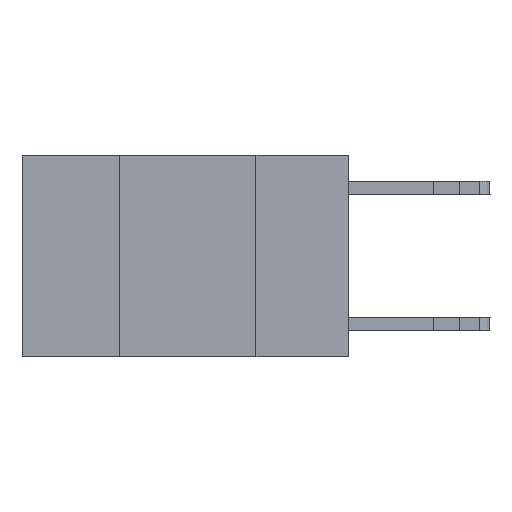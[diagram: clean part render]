
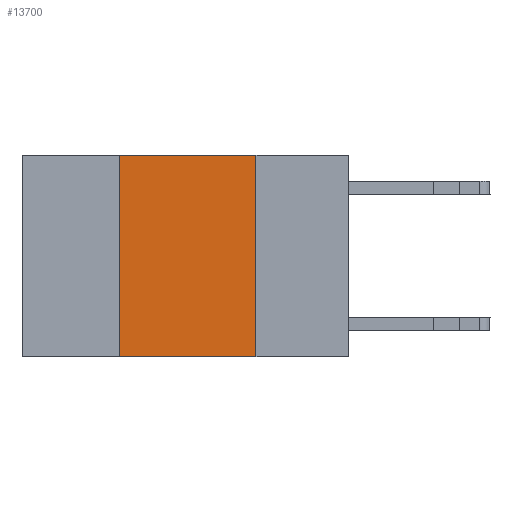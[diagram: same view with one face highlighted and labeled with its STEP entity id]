
A CAD part, left-side view. The second image highlights one B-rep face of the part: STEP entity #13700.
In plain terms, the highlighted planar face has unit normal (-1, 0, 0).
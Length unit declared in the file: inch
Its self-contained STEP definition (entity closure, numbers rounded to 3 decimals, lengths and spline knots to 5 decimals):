
#354 = CARTESIAN_POINT ( 'NONE',  ( 0., 0.17, -0.37 ) ) ;
#927 = ORIENTED_EDGE ( 'NONE', *, *, #10723, .F. ) ;
#995 = LINE ( 'NONE', #4897, #4927 ) ;
#2123 = VECTOR ( 'NONE', #9111, 39.37008 ) ;
#2276 = LINE ( 'NONE', #3544, #12207 ) ;
#2338 = DIRECTION ( 'NONE',  ( 0., -1., 0. ) ) ;
#2861 = FACE_OUTER_BOUND ( 'NONE', #15503, .T. ) ;
#2914 = VERTEX_POINT ( 'NONE', #5128 ) ;
#3181 = CARTESIAN_POINT ( 'NONE',  ( 0., 0.42, -0.37 ) ) ;
#3544 = CARTESIAN_POINT ( 'NONE',  ( 0., 0.6, 0. ) ) ;
#3572 = EDGE_CURVE ( 'NONE', #2914, #3743, #2276, .T. ) ;
#3743 = VERTEX_POINT ( 'NONE', #4942 ) ;
#3852 = ORIENTED_EDGE ( 'NONE', *, *, #3572, .F. ) ;
#3864 = EDGE_CURVE ( 'NONE', #8921, #6278, #995, .T. ) ;
#4111 = DIRECTION ( 'NONE',  ( 1., 0., 0. ) ) ;
#4897 = CARTESIAN_POINT ( 'NONE',  ( 0., 0.6, -0.37 ) ) ;
#4927 = VECTOR ( 'NONE', #14358, 39.37008 ) ;
#4942 = CARTESIAN_POINT ( 'NONE',  ( 0., 0.17, 0. ) ) ;
#5128 = CARTESIAN_POINT ( 'NONE',  ( 0., 0.42, 0. ) ) ;
#5417 = VECTOR ( 'NONE', #14136, 39.37008 ) ;
#6278 = VERTEX_POINT ( 'NONE', #354 ) ;
#6595 = CARTESIAN_POINT ( 'NONE',  ( 0., 0.17, 0. ) ) ;
#8921 = VERTEX_POINT ( 'NONE', #3181 ) ;
#9111 = DIRECTION ( 'NONE',  ( 0., 0., 1. ) ) ;
#9340 = LINE ( 'NONE', #10364, #2123 ) ;
#10035 = PLANE ( 'NONE',  #15362 ) ;
#10364 = CARTESIAN_POINT ( 'NONE',  ( 0., 0.42, 0. ) ) ;
#10723 = EDGE_CURVE ( 'NONE', #8921, #2914, #9340, .T. ) ;
#11442 = EDGE_CURVE ( 'NONE', #3743, #6278, #14980, .T. ) ;
#12173 = ORIENTED_EDGE ( 'NONE', *, *, #3864, .T. ) ;
#12207 = VECTOR ( 'NONE', #2338, 39.37008 ) ;
#13629 = DIRECTION ( 'NONE',  ( 0., 0., -1. ) ) ;
#13700 = ADVANCED_FACE ( 'NONE', ( #2861 ), #10035, .F. ) ;
#14045 = ORIENTED_EDGE ( 'NONE', *, *, #11442, .F. ) ;
#14136 = DIRECTION ( 'NONE',  ( 0., 0., -1. ) ) ;
#14358 = DIRECTION ( 'NONE',  ( 0., -1., 0. ) ) ;
#14860 = CARTESIAN_POINT ( 'NONE',  ( 0., 0.6, 0. ) ) ;
#14980 = LINE ( 'NONE', #6595, #5417 ) ;
#15362 = AXIS2_PLACEMENT_3D ( 'NONE', #14860, #4111, #13629 ) ;
#15503 = EDGE_LOOP ( 'NONE', ( #14045, #3852, #927, #12173 ) ) ;
